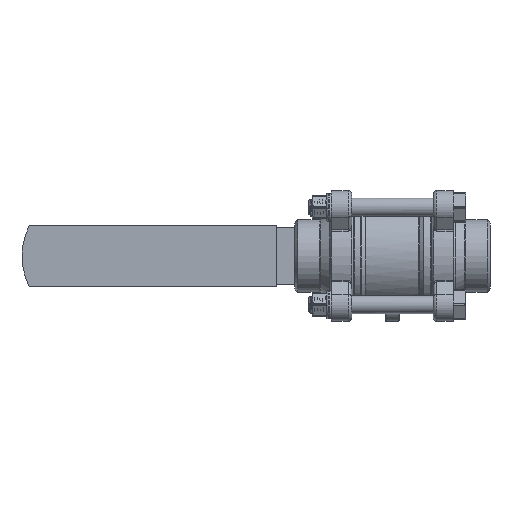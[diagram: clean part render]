
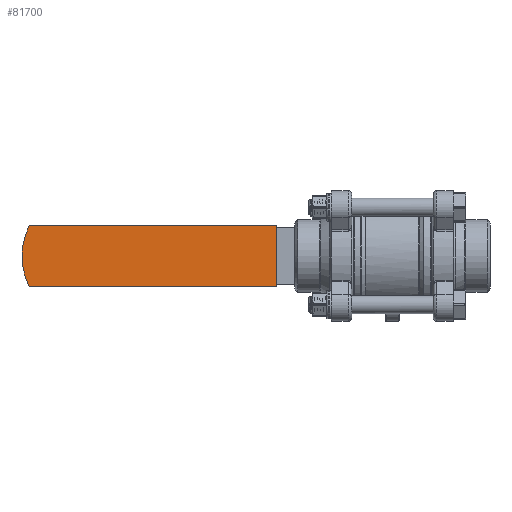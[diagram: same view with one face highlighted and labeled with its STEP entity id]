
A CAD part, top view. The second image highlights one B-rep face of the part: STEP entity #81700.
In plain terms, the highlighted planar face has unit normal (0, 0, 1).
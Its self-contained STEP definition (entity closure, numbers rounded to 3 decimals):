
#81564=CARTESIAN_POINT('',(-51.081,13.5,-67.5));
#81565=VERTEX_POINT('',#81564);
#81572=CARTESIAN_POINT('',(-51.081,-13.5,-67.5));
#81573=VERTEX_POINT('',#81572);
#81574=CARTESIAN_POINT('',(-51.081,-13.5,-67.5));
#81575=DIRECTION('',(0.0,1.0,0.0));
#81576=VECTOR('',#81575,27.0);
#81577=LINE('',#81574,#81576);
#81578=EDGE_CURVE('',#81573,#81565,#81577,.T.);
#81630=CARTESIAN_POINT('',(-160.081,-13.5,-67.5));
#81631=VERTEX_POINT('',#81630);
#81632=CARTESIAN_POINT('',(-160.081,-13.5,-67.5));
#81633=DIRECTION('',(1.0,0.0,0.0));
#81634=VECTOR('',#81633,109.);
#81635=LINE('',#81632,#81634);
#81636=EDGE_CURVE('',#81631,#81573,#81635,.T.);
#81654=CARTESIAN_POINT('',(-160.081,13.5,-67.5));
#81655=VERTEX_POINT('',#81654);
#81656=CARTESIAN_POINT('',(-133.29,0.,-67.5));
#81657=DIRECTION('',(0.0,0.0,1.0));
#81658=DIRECTION('',(-0.893,0.45,0.0));
#81659=AXIS2_PLACEMENT_3D('',#81656,#81657,#81658);
#81660=CIRCLE('',#81659,30.0);
#81661=EDGE_CURVE('',#81655,#81631,#81660,.T.);
#81679=CARTESIAN_POINT('',(-51.081,13.5,-67.5));
#81680=DIRECTION('',(-1.0,0.0,0.0));
#81681=VECTOR('',#81680,109.);
#81682=LINE('',#81679,#81681);
#81683=EDGE_CURVE('',#81565,#81655,#81682,.T.);
#81689=CARTESIAN_POINT('',(-107.081,0.,-67.5));
#81690=DIRECTION('',(0.0,0.0,1.0));
#81691=DIRECTION('',(0.0,1.0,0.0));
#81692=AXIS2_PLACEMENT_3D('',#81689,#81690,#81691);
#81693=PLANE('',#81692);
#81694=ORIENTED_EDGE('',*,*,#81578,.T.);
#81695=ORIENTED_EDGE('',*,*,#81683,.T.);
#81696=ORIENTED_EDGE('',*,*,#81661,.T.);
#81697=ORIENTED_EDGE('',*,*,#81636,.T.);
#81698=EDGE_LOOP('',(#81694,#81695,#81696,#81697));
#81699=FACE_OUTER_BOUND('',#81698,.T.);
#81700=ADVANCED_FACE('',(#81699),#81693,.T.);
